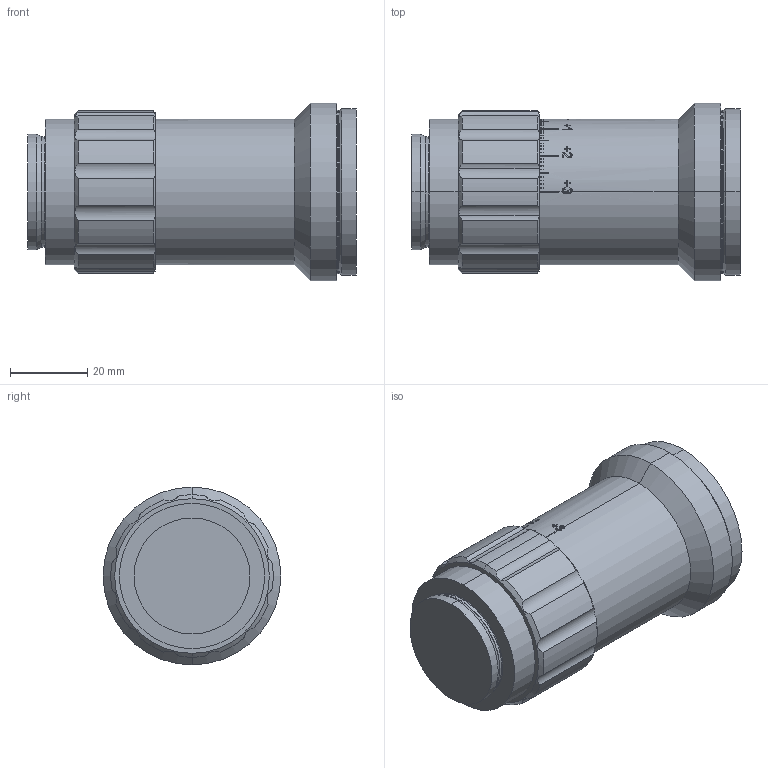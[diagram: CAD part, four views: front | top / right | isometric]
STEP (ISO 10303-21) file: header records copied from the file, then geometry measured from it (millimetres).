
FILE_DESCRIPTION (( 'STEP AP203' ), '1' );
FILE_NAME ('S6EXP0020_574_01.STEP', '2023-06-20T07:59:55', ( '' ), ( '' ), 'SwSTEP 2.0', 'SolidWorks 2022', '' );
FILE_SCHEMA (( 'CONFIG_CONTROL_DESIGN' ));
Length unit declared in the file: millimetre
Products named in the file (1): S6EXP0020_574_01
Bounding box: 85 x 46 x 46 mm (x, y, z)
Volume: 104233.3 mm3; surface area: 14187.9 mm2
Topology: 1 solids, 1 shells, 476 faces, 1350 edges, 892 vertices
Faces by surface type: plane 319, bspline 68, cylinder 60, cone 21, torus 8
Entity records: 25450 total; most frequent: CARTESIAN_POINT 13295, ORIENTED_EDGE 2700, DIRECTION 2273, EDGE_CURVE 1350, VERTEX_POINT 892, VECTOR 873, LINE 873, AXIS2_PLACEMENT_3D 700
